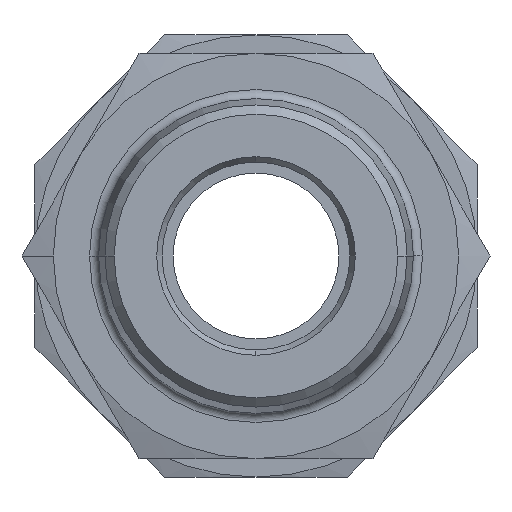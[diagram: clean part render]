
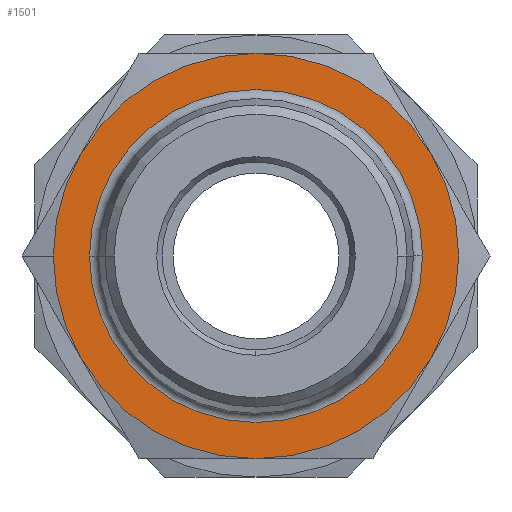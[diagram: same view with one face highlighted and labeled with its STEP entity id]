
A CAD part, left-side view. The second image highlights one B-rep face of the part: STEP entity #1501.
In plain terms, the highlighted planar face has unit normal (-1, 0, 0).
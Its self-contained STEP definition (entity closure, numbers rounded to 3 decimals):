
#208=CARTESIAN_POINT('',(-4.5,9.526,5.5));
#242=CARTESIAN_POINT('',(-4.5,0.,
11.));
#276=CARTESIAN_POINT('',(-4.5,-9.526,5.5));
#312=CARTESIAN_POINT('',(-4.5,-9.526,
-5.5));
#346=CARTESIAN_POINT('',(-4.5,0.,
-11.));
#396=CARTESIAN_POINT('',(-4.5,9.526,-5.5));
#432=CARTESIAN_POINT('',(-4.5,0.,0.));
#433=DIRECTION('',(-1.,0.,0.));
#434=DIRECTION('',(0.,-0.866,-0.5));
#435=AXIS2_PLACEMENT_3D('',#432,#433,#434);
#441=CARTESIAN_POINT('',(-4.5,0.,0.));
#442=DIRECTION('',(1.,0.,0.));
#443=DIRECTION('',(0.,1.,0.));
#444=AXIS2_PLACEMENT_3D('',#441,#442,#443);
#446=CARTESIAN_POINT('',(-4.5,0.,0.));
#447=DIRECTION('',(1.,0.,0.));
#448=DIRECTION('',(0.,-1.,0.));
#449=AXIS2_PLACEMENT_3D('',#446,#447,#448);
#451=CARTESIAN_POINT('',(-4.5,0.,0.));
#452=DIRECTION('',(1.,0.,0.));
#453=DIRECTION('',(0.,1.,0.));
#454=AXIS2_PLACEMENT_3D('',#451,#452,#453);
#456=CARTESIAN_POINT('',(-4.5,0.,0.));
#457=DIRECTION('',(1.,0.,0.));
#458=DIRECTION('',(0.,0.866,0.5));
#459=AXIS2_PLACEMENT_3D('',#456,#457,#458);
#461=CARTESIAN_POINT('',(-4.5,0.,0.));
#462=DIRECTION('',(1.,0.,0.));
#463=DIRECTION('',(0.,0.,1.));
#464=AXIS2_PLACEMENT_3D('',#461,#462,#463);
#466=CARTESIAN_POINT('',(-4.5,0.,0.));
#467=DIRECTION('',(-1.,0.,0.));
#468=DIRECTION('',(0.,0.,-1.));
#469=AXIS2_PLACEMENT_3D('',#466,#467,#468);
#471=CARTESIAN_POINT('',(-4.5,0.,0.));
#472=DIRECTION('',(-1.,0.,0.));
#473=DIRECTION('',(0.,0.866,-0.5));
#474=AXIS2_PLACEMENT_3D('',#471,#472,#473);
#476=CARTESIAN_POINT('',(-4.5,0.,0.));
#477=DIRECTION('',(-1.,0.,0.));
#478=DIRECTION('',(0.,1.,0.));
#479=AXIS2_PLACEMENT_3D('',#476,#477,#478);
#980=VERTEX_POINT('',#276);
#981=VERTEX_POINT('',#242);
#982=VERTEX_POINT('',#208);
#986=VERTEX_POINT('',#346);
#987=VERTEX_POINT('',#312);
#988=VERTEX_POINT('',#396);
#991=CARTESIAN_POINT('',(-4.5,11.,0.));
#992=VERTEX_POINT('',#991);
#1005=CARTESIAN_POINT('',(-4.5,9.038,0.));
#1006=CARTESIAN_POINT('',(-4.5,-9.038,0.));
#1007=VERTEX_POINT('',#1005);
#1008=VERTEX_POINT('',#1006);
#1480=CARTESIAN_POINT('',(-4.5,0.,0.));
#1481=DIRECTION('',(1.,0.,0.));
#1482=DIRECTION('',(0.,-1.,0.));
#1483=AXIS2_PLACEMENT_3D('',#1480,#1481,#1482);
#1484=PLANE('',#1483);
#1486=ORIENTED_EDGE('',*,*,#1485,.T.);
#1487=ORIENTED_EDGE('',*,*,#1413,.T.);
#1488=ORIENTED_EDGE('',*,*,#1437,.T.);
#1489=ORIENTED_EDGE('',*,*,#1426,.F.);
#1490=ORIENTED_EDGE('',*,*,#1449,.F.);
#1491=ORIENTED_EDGE('',*,*,#1462,.F.);
#1492=ORIENTED_EDGE('',*,*,#1475,.F.);
#1493=EDGE_LOOP('',(#1486,#1487,#1488,#1489,#1490,#1491,#1492));
#1494=FACE_OUTER_BOUND('',#1493,.F.);
#1496=ORIENTED_EDGE('',*,*,#1495,.F.);
#1498=ORIENTED_EDGE('',*,*,#1497,.F.);
#1499=EDGE_LOOP('',(#1496,#1498));
#1500=FACE_BOUND('',#1499,.F.);
#1501=ADVANCED_FACE('',(#1494,#1500),#1484,.F.);
#436=CIRCLE('',#435,11.);
#445=CIRCLE('',#444,9.038);
#450=CIRCLE('',#449,9.038);
#455=CIRCLE('',#454,11.);
#460=CIRCLE('',#459,11.);
#465=CIRCLE('',#464,11.);
#470=CIRCLE('',#469,11.);
#475=CIRCLE('',#474,11.);
#480=CIRCLE('',#479,11.);
#1413=EDGE_CURVE('',#982,#981,#460,.T.);
#1426=EDGE_CURVE('',#987,#980,#436,.T.);
#1437=EDGE_CURVE('',#981,#980,#465,.T.);
#1449=EDGE_CURVE('',#986,#987,#470,.T.);
#1462=EDGE_CURVE('',#988,#986,#475,.T.);
#1475=EDGE_CURVE('',#992,#988,#480,.T.);
#1485=EDGE_CURVE('',#992,#982,#455,.T.);
#1495=EDGE_CURVE('',#1007,#1008,#445,.T.);
#1497=EDGE_CURVE('',#1008,#1007,#450,.T.);
